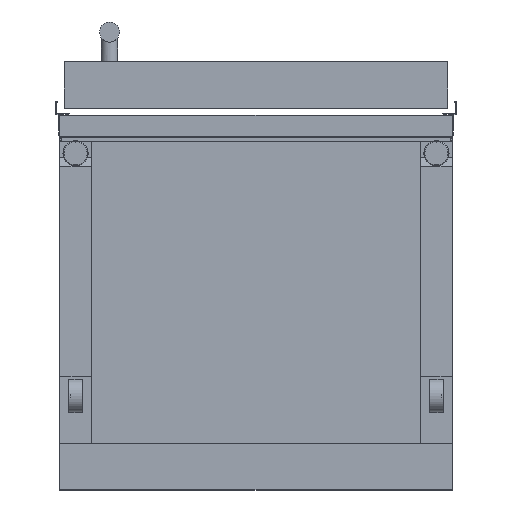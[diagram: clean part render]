
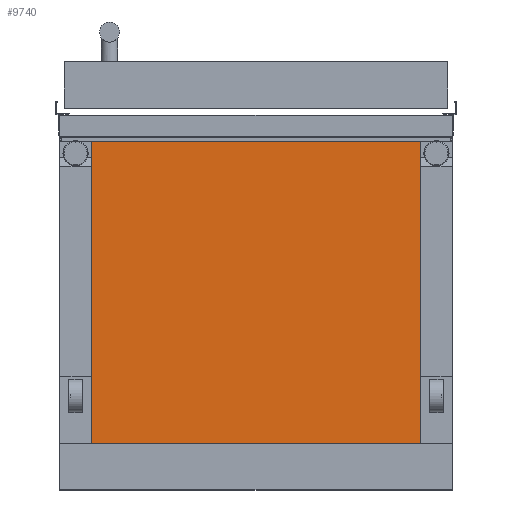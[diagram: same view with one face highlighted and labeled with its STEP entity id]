
A CAD part, front view. The second image highlights one B-rep face of the part: STEP entity #9740.
In plain terms, the highlighted planar face has unit normal (0, -1, 0).
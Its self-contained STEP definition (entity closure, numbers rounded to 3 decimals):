
#245 = CARTESIAN_POINT ( 'NONE',  ( -246., -990.85, -280. ) ) ;
#393 = CARTESIAN_POINT ( 'NONE',  ( -246., -990.85, 240. ) ) ;
#667 = CARTESIAN_POINT ( 'NONE',  ( 246., -990.85, -210.4 ) ) ;
#1379 = CARTESIAN_POINT ( 'NONE',  ( -246., -990.85, -210.4 ) ) ;
#1779 = CARTESIAN_POINT ( 'NONE',  ( 246., -990.85, 240. ) ) ;
#2259 = LINE ( 'NONE', #7795, #12099 ) ;
#2330 = ORIENTED_EDGE ( 'NONE', *, *, #5434, .T. ) ;
#3478 = ORIENTED_EDGE ( 'NONE', *, *, #7828, .F. ) ;
#3930 = VECTOR ( 'NONE', #6768, 1000. ) ;
#4240 = LINE ( 'NONE', #9672, #3930 ) ;
#4533 = PLANE ( 'NONE',  #7957 ) ;
#4693 = DIRECTION ( 'NONE',  ( 0., 0., 1. ) ) ;
#4705 = DIRECTION ( 'NONE',  ( -1., 0., 0. ) ) ;
#5029 = ORIENTED_EDGE ( 'NONE', *, *, #5494, .T. ) ;
#5373 = VERTEX_POINT ( 'NONE', #1779 ) ;
#5434 = EDGE_CURVE ( 'NONE', #5373, #8436, #4240, .T. ) ;
#5494 = EDGE_CURVE ( 'NONE', #6419, #5373, #2259, .T. ) ;
#5680 = VECTOR ( 'NONE', #8022, 1000. ) ;
#6419 = VERTEX_POINT ( 'NONE', #667 ) ;
#6443 = ORIENTED_EDGE ( 'NONE', *, *, #7197, .F. ) ;
#6493 = FACE_OUTER_BOUND ( 'NONE', #6992, .T. ) ;
#6768 = DIRECTION ( 'NONE',  ( -1., 0., 0. ) ) ;
#6781 = VECTOR ( 'NONE', #4705, 1000. ) ;
#6992 = EDGE_LOOP ( 'NONE', ( #5029, #2330, #3478, #6443 ) ) ;
#7197 = EDGE_CURVE ( 'NONE', #6419, #9473, #10123, .T. ) ;
#7580 = CARTESIAN_POINT ( 'NONE',  ( -246., -990.85, -280. ) ) ;
#7795 = CARTESIAN_POINT ( 'NONE',  ( 246., -990.85, -280. ) ) ;
#7828 = EDGE_CURVE ( 'NONE', #9473, #8436, #8260, .T. ) ;
#7957 = AXIS2_PLACEMENT_3D ( 'NONE', #7580, #10382, #4693 ) ;
#8022 = DIRECTION ( 'NONE',  ( 0., 0., 1. ) ) ;
#8260 = LINE ( 'NONE', #245, #5680 ) ;
#8436 = VERTEX_POINT ( 'NONE', #393 ) ;
#9473 = VERTEX_POINT ( 'NONE', #1379 ) ;
#9672 = CARTESIAN_POINT ( 'NONE',  ( -246., -990.85, 240. ) ) ;
#9740 = ADVANCED_FACE ( 'NONE', ( #6493 ), #4533, .F. ) ;
#10123 = LINE ( 'NONE', #10461, #6781 ) ;
#10382 = DIRECTION ( 'NONE',  ( 0., 1., 0. ) ) ;
#10461 = CARTESIAN_POINT ( 'NONE',  ( -293., -990.85, -210.4 ) ) ;
#10702 = DIRECTION ( 'NONE',  ( 0., 0., 1. ) ) ;
#12099 = VECTOR ( 'NONE', #10702, 1000. ) ;
